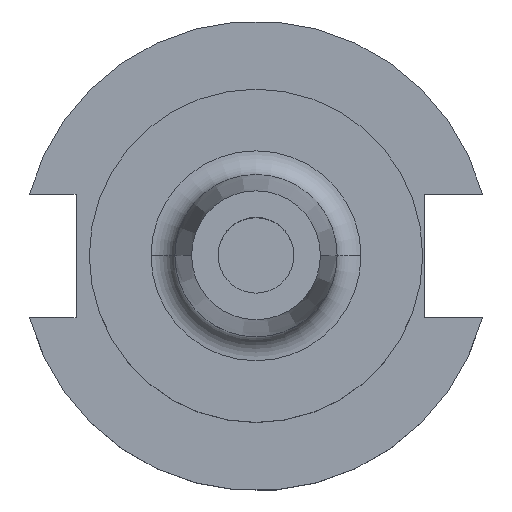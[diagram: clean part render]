
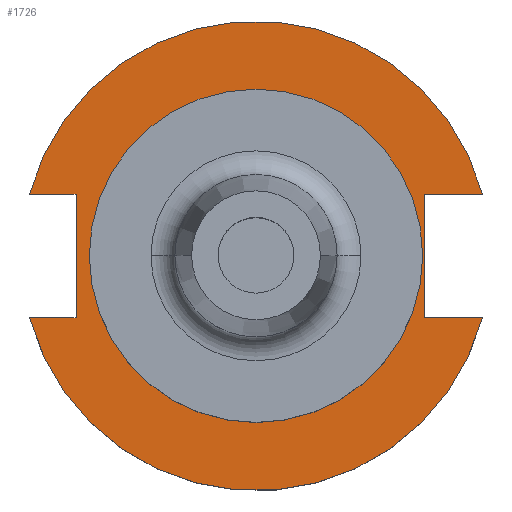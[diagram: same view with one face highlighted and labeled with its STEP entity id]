
A CAD part, top view. The second image highlights one B-rep face of the part: STEP entity #1726.
In plain terms, the highlighted planar face has unit normal (0, 0, 1).
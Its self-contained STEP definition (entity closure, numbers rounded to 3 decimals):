
#16 = CARTESIAN_POINT ( 'NONE',  ( -63.719, -12.954, 19.05 ) ) ;
#54 = CARTESIAN_POINT ( 'NONE',  ( 0., 0., 19.05 ) ) ;
#85 = VERTEX_POINT ( 'NONE', #963 ) ;
#127 = ORIENTED_EDGE ( 'NONE', *, *, #200, .F. ) ;
#139 = AXIS2_PLACEMENT_3D ( 'NONE', #54, #1038, #892 ) ;
#163 = CARTESIAN_POINT ( 'NONE',  ( -37.719, 12.954, 19.05 ) ) ;
#185 = VERTEX_POINT ( 'NONE', #601 ) ;
#200 = EDGE_CURVE ( 'NONE', #204, #85, #1658, .T. ) ;
#204 = VERTEX_POINT ( 'NONE', #1724 ) ;
#262 = LINE ( 'NONE', #902, #1266 ) ;
#291 = CARTESIAN_POINT ( 'NONE',  ( 47.477, 12.954, 19.05 ) ) ;
#311 = CARTESIAN_POINT ( 'NONE',  ( -47.477, -12.954, 19.05 ) ) ;
#327 = VERTEX_POINT ( 'NONE', #1159 ) ;
#340 = VECTOR ( 'NONE', #348, 1000. ) ;
#348 = DIRECTION ( 'NONE',  ( 1., 0., 0. ) ) ;
#353 = ORIENTED_EDGE ( 'NONE', *, *, #527, .T. ) ;
#354 = CARTESIAN_POINT ( 'NONE',  ( 47.477, -12.954, 19.05 ) ) ;
#407 = VERTEX_POINT ( 'NONE', #354 ) ;
#440 = ORIENTED_EDGE ( 'NONE', *, *, #1185, .T. ) ;
#466 = DIRECTION ( 'NONE',  ( 1., 0., 0. ) ) ;
#471 = VECTOR ( 'NONE', #954, 1000. ) ;
#505 = DIRECTION ( 'NONE',  ( 0., -1., 0. ) ) ;
#519 = AXIS2_PLACEMENT_3D ( 'NONE', #1437, #844, #832 ) ;
#524 = EDGE_LOOP ( 'NONE', ( #127, #796 ) ) ;
#527 = EDGE_CURVE ( 'NONE', #1164, #878, #1742, .T. ) ;
#549 = CARTESIAN_POINT ( 'NONE',  ( -47.477, 12.954, 19.05 ) ) ;
#554 = DIRECTION ( 'NONE',  ( 1., 0., 0. ) ) ;
#597 = EDGE_CURVE ( 'NONE', #85, #204, #1652, .T. ) ;
#601 = CARTESIAN_POINT ( 'NONE',  ( -37.719, 12.954, 19.05 ) ) ;
#658 = FACE_OUTER_BOUND ( 'NONE', #723, .T. ) ;
#666 = ORIENTED_EDGE ( 'NONE', *, *, #1602, .F. ) ;
#723 = EDGE_LOOP ( 'NONE', ( #440, #1456, #1408, #1066, #353, #1751, #1020, #666 ) ) ;
#765 = AXIS2_PLACEMENT_3D ( 'NONE', #1537, #1246, #466 ) ;
#796 = ORIENTED_EDGE ( 'NONE', *, *, #597, .F. ) ;
#804 = VERTEX_POINT ( 'NONE', #311 ) ;
#812 = DIRECTION ( 'NONE',  ( 0., 1., 0. ) ) ;
#832 = DIRECTION ( 'NONE',  ( 1., 0., 0. ) ) ;
#844 = DIRECTION ( 'NONE',  ( 0., 0., 1. ) ) ;
#878 = VERTEX_POINT ( 'NONE', #549 ) ;
#892 = DIRECTION ( 'NONE',  ( 1., 0., 0. ) ) ;
#902 = CARTESIAN_POINT ( 'NONE',  ( -63.719, 12.954, 19.05 ) ) ;
#953 = EDGE_CURVE ( 'NONE', #1464, #185, #1095, .T. ) ;
#954 = DIRECTION ( 'NONE',  ( 1., 0., 0. ) ) ;
#963 = CARTESIAN_POINT ( 'NONE',  ( -34.925, 0., 19.05 ) ) ;
#975 = LINE ( 'NONE', #984, #1311 ) ;
#984 = CARTESIAN_POINT ( 'NONE',  ( 35.306, 12.954, 19.05 ) ) ;
#994 = DIRECTION ( 'NONE',  ( -1., 0., 0. ) ) ;
#998 = EDGE_CURVE ( 'NONE', #1262, #327, #1008, .T. ) ;
#1008 = LINE ( 'NONE', #1579, #1740 ) ;
#1020 = ORIENTED_EDGE ( 'NONE', *, *, #953, .F. ) ;
#1038 = DIRECTION ( 'NONE',  ( 0., 0., 1. ) ) ;
#1054 = LINE ( 'NONE', #1543, #340 ) ;
#1066 = ORIENTED_EDGE ( 'NONE', *, *, #1734, .F. ) ;
#1068 = DIRECTION ( 'NONE',  ( 0., 0., 1. ) ) ;
#1085 = CARTESIAN_POINT ( 'NONE',  ( 0., 49.212, 19.05 ) ) ;
#1095 = LINE ( 'NONE', #163, #1444 ) ;
#1159 = CARTESIAN_POINT ( 'NONE',  ( 35.306, -12.954, 19.05 ) ) ;
#1163 = DIRECTION ( 'NONE',  ( -1., 0., 0. ) ) ;
#1164 = VERTEX_POINT ( 'NONE', #291 ) ;
#1185 = EDGE_CURVE ( 'NONE', #804, #407, #1699, .T. ) ;
#1217 = EDGE_CURVE ( 'NONE', #185, #878, #262, .T. ) ;
#1243 = LINE ( 'NONE', #16, #471 ) ;
#1246 = DIRECTION ( 'NONE',  ( 0., 0., 1. ) ) ;
#1262 = VERTEX_POINT ( 'NONE', #1621 ) ;
#1266 = VECTOR ( 'NONE', #1163, 1000. ) ;
#1308 = AXIS2_PLACEMENT_3D ( 'NONE', #1085, #1068, #554 ) ;
#1311 = VECTOR ( 'NONE', #994, 1000. ) ;
#1355 = FACE_BOUND ( 'NONE', #524, .T. ) ;
#1408 = ORIENTED_EDGE ( 'NONE', *, *, #998, .F. ) ;
#1423 = AXIS2_PLACEMENT_3D ( 'NONE', #1700, #1567, #1436 ) ;
#1435 = CARTESIAN_POINT ( 'NONE',  ( -37.719, -12.954, 19.05 ) ) ;
#1436 = DIRECTION ( 'NONE',  ( 1., 0., 0. ) ) ;
#1437 = CARTESIAN_POINT ( 'NONE',  ( 0., 0., 19.05 ) ) ;
#1444 = VECTOR ( 'NONE', #812, 1000. ) ;
#1456 = ORIENTED_EDGE ( 'NONE', *, *, #1687, .F. ) ;
#1464 = VERTEX_POINT ( 'NONE', #1435 ) ;
#1476 = PLANE ( 'NONE',  #1308 ) ;
#1537 = CARTESIAN_POINT ( 'NONE',  ( 0., 0., 19.05 ) ) ;
#1543 = CARTESIAN_POINT ( 'NONE',  ( 35.306, -12.954, 19.05 ) ) ;
#1567 = DIRECTION ( 'NONE',  ( 0., 0., 1. ) ) ;
#1579 = CARTESIAN_POINT ( 'NONE',  ( 35.306, 12.954, 19.05 ) ) ;
#1602 = EDGE_CURVE ( 'NONE', #804, #1464, #1243, .T. ) ;
#1621 = CARTESIAN_POINT ( 'NONE',  ( 35.306, 12.954, 19.05 ) ) ;
#1652 = CIRCLE ( 'NONE', #765, 34.925 ) ;
#1658 = CIRCLE ( 'NONE', #1423, 34.925 ) ;
#1687 = EDGE_CURVE ( 'NONE', #327, #407, #1054, .T. ) ;
#1699 = CIRCLE ( 'NONE', #519, 49.212 ) ;
#1700 = CARTESIAN_POINT ( 'NONE',  ( 0., 0., 19.05 ) ) ;
#1724 = CARTESIAN_POINT ( 'NONE',  ( 34.925, 0., 19.05 ) ) ;
#1726 = ADVANCED_FACE ( 'NONE', ( #1355, #658 ), #1476, .T. ) ;
#1734 = EDGE_CURVE ( 'NONE', #1164, #1262, #975, .T. ) ;
#1740 = VECTOR ( 'NONE', #505, 1000. ) ;
#1742 = CIRCLE ( 'NONE', #139, 49.212 ) ;
#1751 = ORIENTED_EDGE ( 'NONE', *, *, #1217, .F. ) ;
